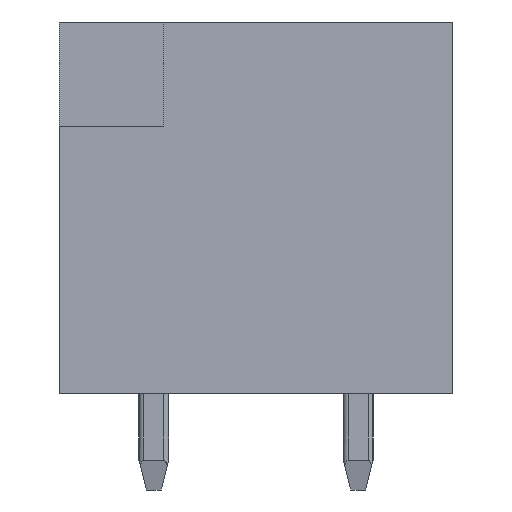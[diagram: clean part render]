
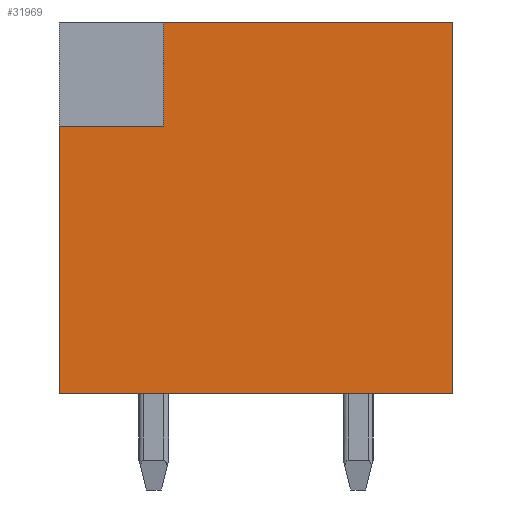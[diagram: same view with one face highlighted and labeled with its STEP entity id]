
A CAD part, left-side view. The second image highlights one B-rep face of the part: STEP entity #31969.
In plain terms, the highlighted planar face has unit normal (-1, 0, 0).
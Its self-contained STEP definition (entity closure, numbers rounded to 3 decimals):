
#9=DIRECTION('',(0.,1.,0.));
#10=VECTOR('',#9,10.6);
#11=CARTESIAN_POINT('',(-42.4,-5.3,-6.3));
#12=LINE('',#11,#10);
#2102=DIRECTION('',(0.,1.,0.));
#2103=VECTOR('',#2102,7.8);
#2104=CARTESIAN_POINT('',(-42.4,-5.3,3.7));
#2105=LINE('',#2104,#2103);
#12554=DIRECTION('',(0.,-1.,0.));
#12555=VECTOR('',#12554,2.8);
#12556=CARTESIAN_POINT('',(-42.4,5.3,0.9));
#12557=LINE('',#12556,#12555);
#12558=DIRECTION('',(0.,0.,-1.));
#12559=VECTOR('',#12558,2.8);
#12560=CARTESIAN_POINT('',(-42.4,2.5,3.7));
#12561=LINE('',#12560,#12559);
#12562=DIRECTION('',(0.,0.,-1.));
#12563=VECTOR('',#12562,10.);
#12564=CARTESIAN_POINT('',(-42.4,-5.3,3.7));
#12565=LINE('',#12564,#12563);
#12570=DIRECTION('',(0.,0.,-1.));
#12571=VECTOR('',#12570,7.2);
#12572=CARTESIAN_POINT('',(-42.4,5.3,0.9));
#12573=LINE('',#12572,#12571);
#15861=CARTESIAN_POINT('',(-42.4,-5.3,-6.3));
#15862=CARTESIAN_POINT('',(-42.4,5.3,-6.3));
#15863=VERTEX_POINT('',#15861);
#15864=VERTEX_POINT('',#15862);
#15865=CARTESIAN_POINT('',(-42.4,-5.3,3.7));
#15866=VERTEX_POINT('',#15865);
#15901=CARTESIAN_POINT('',(-42.4,2.5,0.9));
#15902=VERTEX_POINT('',#15901);
#15905=CARTESIAN_POINT('',(-42.4,5.3,0.9));
#15906=VERTEX_POINT('',#15905);
#15909=CARTESIAN_POINT('',(-42.4,2.5,3.7));
#15910=VERTEX_POINT('',#15909);
#31955=CARTESIAN_POINT('',(-42.4,-5.3,3.7));
#31956=DIRECTION('',(1.,0.,0.));
#31957=DIRECTION('',(0.,1.,0.));
#31958=AXIS2_PLACEMENT_3D('',#31955,#31956,#31957);
#31959=PLANE('',#31958);
#31960=ORIENTED_EDGE('',*,*,#31935,.T.);
#31961=ORIENTED_EDGE('',*,*,#31950,.F.);
#31962=ORIENTED_EDGE('',*,*,#17610,.F.);
#31963=ORIENTED_EDGE('',*,*,#15918,.T.);
#31964=ORIENTED_EDGE('',*,*,#15934,.T.);
#31966=ORIENTED_EDGE('',*,*,#31965,.F.);
#31967=EDGE_LOOP('',(#31960,#31961,#31962,#31963,#31964,#31966));
#31968=FACE_OUTER_BOUND('',#31967,.F.);
#31969=ADVANCED_FACE('',(#31968),#31959,.F.);
#15918=EDGE_CURVE('',#15866,#15863,#12565,.T.);
#15934=EDGE_CURVE('',#15863,#15864,#12,.T.);
#17610=EDGE_CURVE('',#15866,#15910,#2105,.T.);
#31935=EDGE_CURVE('',#15906,#15902,#12557,.T.);
#31950=EDGE_CURVE('',#15910,#15902,#12561,.T.);
#31965=EDGE_CURVE('',#15906,#15864,#12573,.T.);
